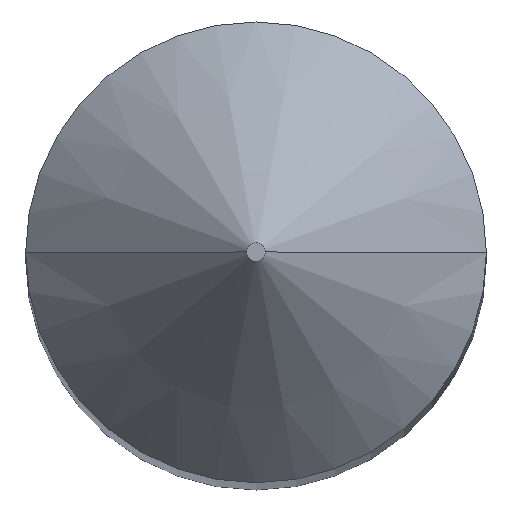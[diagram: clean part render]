
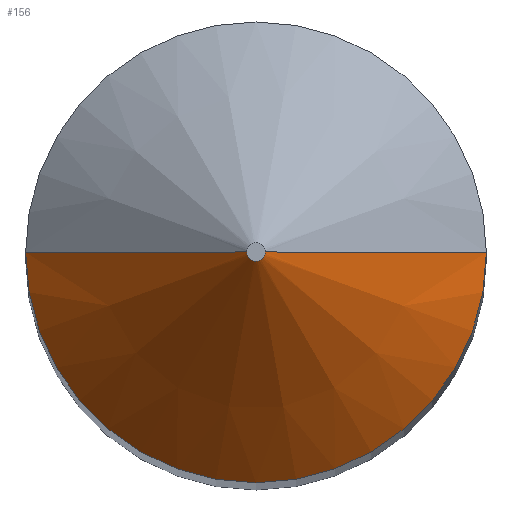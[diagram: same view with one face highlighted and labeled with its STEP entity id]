
A CAD part, top view. The second image highlights one B-rep face of the part: STEP entity #156.
In plain terms, the highlighted conical face has half-angle 45 degrees and reference radius 0.1 mm.
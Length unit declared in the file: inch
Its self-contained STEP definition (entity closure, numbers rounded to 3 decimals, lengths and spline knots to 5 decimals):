
#5 = CARTESIAN_POINT ( 'NONE',  ( 0., 0., 1.87402 ) ) ;
#6 = VERTEX_POINT ( 'NONE', #113 ) ;
#7 = CIRCLE ( 'NONE', #182, 0.09843 ) ;
#10 = ORIENTED_EDGE ( 'NONE', *, *, #204, .F. ) ;
#41 = CARTESIAN_POINT ( 'NONE',  ( 0., 0., 1.9685 ) ) ;
#44 = CARTESIAN_POINT ( 'NONE',  ( 0.00394, 0., 1.9685 ) ) ;
#51 = CARTESIAN_POINT ( 'NONE',  ( -0.00394, 0., 1.9685 ) ) ;
#59 = LINE ( 'NONE', #61, #112 ) ;
#61 = CARTESIAN_POINT ( 'NONE',  ( -0.00394, 0., 1.9685 ) ) ;
#71 = CONICAL_SURFACE ( 'NONE', #125, 0.00394, 0.785 ) ;
#74 = DIRECTION ( 'NONE',  ( 0.707, 0., -0.707 ) ) ;
#86 = DIRECTION ( 'NONE',  ( 0., 0., -1. ) ) ;
#100 = ORIENTED_EDGE ( 'NONE', *, *, #184, .T. ) ;
#112 = VECTOR ( 'NONE', #162, 39.37008 ) ;
#113 = CARTESIAN_POINT ( 'NONE',  ( 0.09843, 0., 1.87402 ) ) ;
#116 = ORIENTED_EDGE ( 'NONE', *, *, #233, .T. ) ;
#125 = AXIS2_PLACEMENT_3D ( 'NONE', #41, #200, #221 ) ;
#134 = CARTESIAN_POINT ( 'NONE',  ( -0.09843, 0., 1.87402 ) ) ;
#148 = VERTEX_POINT ( 'NONE', #134 ) ;
#156 = ADVANCED_FACE ( 'NONE', ( #213 ), #71, .T. ) ;
#162 = DIRECTION ( 'NONE',  ( -0.707, 0., -0.707 ) ) ;
#164 = EDGE_CURVE ( 'NONE', #6, #148, #7, .T. ) ;
#166 = DIRECTION ( 'NONE',  ( 0., 0., -1. ) ) ;
#172 = CARTESIAN_POINT ( 'NONE',  ( 0., 0., 1.9685 ) ) ;
#182 = AXIS2_PLACEMENT_3D ( 'NONE', #5, #86, #218 ) ;
#184 = EDGE_CURVE ( 'NONE', #209, #148, #59, .T. ) ;
#187 = VERTEX_POINT ( 'NONE', #44 ) ;
#190 = ORIENTED_EDGE ( 'NONE', *, *, #164, .F. ) ;
#197 = VECTOR ( 'NONE', #74, 39.37008 ) ;
#200 = DIRECTION ( 'NONE',  ( 0., 0., -1. ) ) ;
#204 = EDGE_CURVE ( 'NONE', #187, #6, #236, .T. ) ;
#209 = VERTEX_POINT ( 'NONE', #51 ) ;
#213 = FACE_OUTER_BOUND ( 'NONE', #239, .T. ) ;
#218 = DIRECTION ( 'NONE',  ( -1., 0., 0. ) ) ;
#219 = CARTESIAN_POINT ( 'NONE',  ( 0.00394, 0., 1.9685 ) ) ;
#221 = DIRECTION ( 'NONE',  ( 1., 0., 0. ) ) ;
#233 = EDGE_CURVE ( 'NONE', #187, #209, #242, .T. ) ;
#236 = LINE ( 'NONE', #219, #197 ) ;
#239 = EDGE_LOOP ( 'NONE', ( #116, #100, #190, #10 ) ) ;
#240 = DIRECTION ( 'NONE',  ( -1., 0., 0. ) ) ;
#242 = CIRCLE ( 'NONE', #243, 0.00394 ) ;
#243 = AXIS2_PLACEMENT_3D ( 'NONE', #172, #166, #240 ) ;
